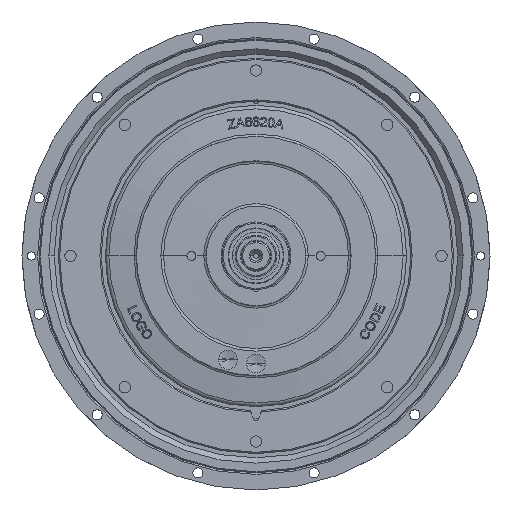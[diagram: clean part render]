
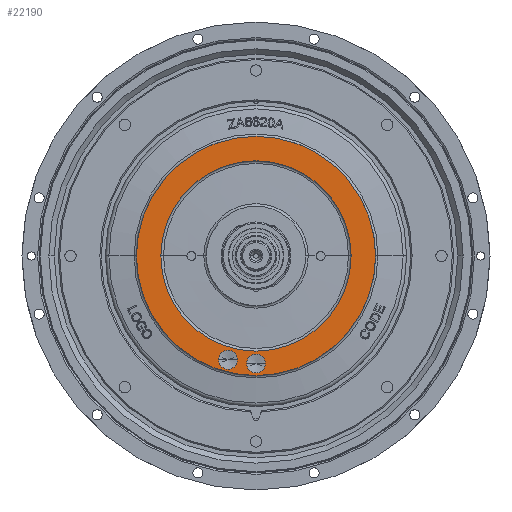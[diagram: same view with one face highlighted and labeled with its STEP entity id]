
A CAD part, top view. The second image highlights one B-rep face of the part: STEP entity #22190.
In plain terms, the highlighted planar face has unit normal (0, 0, 1).
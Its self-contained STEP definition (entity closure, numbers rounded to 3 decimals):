
#1357 = VERTEX_POINT ( 'NONE', #39291 ) ;
#1857 = ORIENTED_EDGE ( 'NONE', *, *, #27227, .F. ) ;
#2180 = AXIS2_PLACEMENT_3D ( 'NONE', #32262, #44082, #62642 ) ;
#2567 = CARTESIAN_POINT ( 'NONE',  ( -44.162, -122.624, 33.879 ) ) ;
#4801 = CARTESIAN_POINT ( 'NONE',  ( -112.313, 0., 33.879 ) ) ;
#4810 = EDGE_LOOP ( 'NONE', ( #33864, #66681 ) ) ;
#5048 = FACE_BOUND ( 'NONE', #19757, .T. ) ;
#7052 = AXIS2_PLACEMENT_3D ( 'NONE', #21474, #37956, #26892 ) ;
#8099 = AXIS2_PLACEMENT_3D ( 'NONE', #64210, #41014, #70087 ) ;
#9269 = EDGE_LOOP ( 'NONE', ( #49986, #61447 ) ) ;
#10484 = EDGE_CURVE ( 'NONE', #59677, #49785, #50119, .T. ) ;
#11300 = EDGE_CURVE ( 'NONE', #49785, #59677, #13184, .T. ) ;
#12583 = DIRECTION ( 'NONE',  ( 1., 0., 0. ) ) ;
#12738 = DIRECTION ( 'NONE',  ( 0., 0., 1. ) ) ;
#13184 = CIRCLE ( 'NONE', #2180, 141.202 ) ;
#13853 = CIRCLE ( 'NONE', #39354, 11.112 ) ;
#16486 = DIRECTION ( 'NONE',  ( 0., 0., -1. ) ) ;
#16711 = VERTEX_POINT ( 'NONE', #31932 ) ;
#19757 = EDGE_LOOP ( 'NONE', ( #1857, #52815 ) ) ;
#21474 = CARTESIAN_POINT ( 'NONE',  ( 0., 0., 33.879 ) ) ;
#22190 = ADVANCED_FACE ( 'NONE', ( #5048, #43623, #52863, #23379 ), #57055, .T. ) ;
#23379 = FACE_OUTER_BOUND ( 'NONE', #73945, .T. ) ;
#24328 = CARTESIAN_POINT ( 'NONE',  ( -11.112, -127., 33.879 ) ) ;
#26892 = DIRECTION ( 'NONE',  ( 1., 0., 0. ) ) ;
#27227 = EDGE_CURVE ( 'NONE', #16711, #64517, #13853, .T. ) ;
#28030 = DIRECTION ( 'NONE',  ( 0., 0., 1. ) ) ;
#30629 = EDGE_CURVE ( 'NONE', #66691, #1357, #45587, .T. ) ;
#30634 = AXIS2_PLACEMENT_3D ( 'NONE', #48599, #60142, #12583 ) ;
#31932 = CARTESIAN_POINT ( 'NONE',  ( -21.937, -122.624, 33.879 ) ) ;
#32262 = CARTESIAN_POINT ( 'NONE',  ( 0., 0., 33.879 ) ) ;
#32263 = ORIENTED_EDGE ( 'NONE', *, *, #10484, .T. ) ;
#33864 = ORIENTED_EDGE ( 'NONE', *, *, #72103, .F. ) ;
#34195 = CARTESIAN_POINT ( 'NONE',  ( 0., 0., 33.879 ) ) ;
#34504 = DIRECTION ( 'NONE',  ( 1., 0., 0. ) ) ;
#35975 = EDGE_CURVE ( 'NONE', #1357, #66691, #58702, .T. ) ;
#36736 = CIRCLE ( 'NONE', #67262, 11.112 ) ;
#36966 = AXIS2_PLACEMENT_3D ( 'NONE', #51362, #56769, #63405 ) ;
#37157 = CARTESIAN_POINT ( 'NONE',  ( -33.049, -122.624, 33.879 ) ) ;
#37956 = DIRECTION ( 'NONE',  ( 0., 0., -1. ) ) ;
#39052 = VERTEX_POINT ( 'NONE', #24328 ) ;
#39291 = CARTESIAN_POINT ( 'NONE',  ( 112.313, 0., 33.879 ) ) ;
#39354 = AXIS2_PLACEMENT_3D ( 'NONE', #37157, #12738, #42523 ) ;
#41014 = DIRECTION ( 'NONE',  ( 0., 0., 1. ) ) ;
#42305 = AXIS2_PLACEMENT_3D ( 'NONE', #63267, #28030, #69138 ) ;
#42523 = DIRECTION ( 'NONE',  ( 1., 0., 0. ) ) ;
#43623 = FACE_BOUND ( 'NONE', #4810, .T. ) ;
#44082 = DIRECTION ( 'NONE',  ( 0., 0., 1. ) ) ;
#45587 = CIRCLE ( 'NONE', #7052, 112.313 ) ;
#46600 = CARTESIAN_POINT ( 'NONE',  ( -33.049, -122.624, 33.879 ) ) ;
#48599 = CARTESIAN_POINT ( 'NONE',  ( 0., 0., 33.879 ) ) ;
#49785 = VERTEX_POINT ( 'NONE', #62903 ) ;
#49986 = ORIENTED_EDGE ( 'NONE', *, *, #35975, .T. ) ;
#50119 = CIRCLE ( 'NONE', #30634, 141.202 ) ;
#51362 = CARTESIAN_POINT ( 'NONE',  ( 0., -127., 33.879 ) ) ;
#52311 = DIRECTION ( 'NONE',  ( 0., 0., 1. ) ) ;
#52815 = ORIENTED_EDGE ( 'NONE', *, *, #65513, .F. ) ;
#52863 = FACE_BOUND ( 'NONE', #9269, .T. ) ;
#56769 = DIRECTION ( 'NONE',  ( 0., 0., 1. ) ) ;
#57055 = PLANE ( 'NONE',  #8099 ) ;
#57295 = CARTESIAN_POINT ( 'NONE',  ( 11.112, -127., 33.879 ) ) ;
#58432 = CARTESIAN_POINT ( 'NONE',  ( 141.202, 0., 33.879 ) ) ;
#58702 = CIRCLE ( 'NONE', #61091, 112.313 ) ;
#59127 = VERTEX_POINT ( 'NONE', #57295 ) ;
#59353 = CIRCLE ( 'NONE', #42305, 11.112 ) ;
#59677 = VERTEX_POINT ( 'NONE', #58432 ) ;
#60142 = DIRECTION ( 'NONE',  ( 0., 0., 1. ) ) ;
#60746 = EDGE_CURVE ( 'NONE', #39052, #59127, #63008, .T. ) ;
#61091 = AXIS2_PLACEMENT_3D ( 'NONE', #34195, #16486, #69420 ) ;
#61447 = ORIENTED_EDGE ( 'NONE', *, *, #30629, .T. ) ;
#62642 = DIRECTION ( 'NONE',  ( 1., 0., 0. ) ) ;
#62903 = CARTESIAN_POINT ( 'NONE',  ( -141.202, 0., 33.879 ) ) ;
#63008 = CIRCLE ( 'NONE', #36966, 11.112 ) ;
#63267 = CARTESIAN_POINT ( 'NONE',  ( 0., -127., 33.879 ) ) ;
#63405 = DIRECTION ( 'NONE',  ( 1., 0., 0. ) ) ;
#64210 = CARTESIAN_POINT ( 'NONE',  ( 0., 0., 33.879 ) ) ;
#64517 = VERTEX_POINT ( 'NONE', #2567 ) ;
#65513 = EDGE_CURVE ( 'NONE', #64517, #16711, #36736, .T. ) ;
#66681 = ORIENTED_EDGE ( 'NONE', *, *, #60746, .F. ) ;
#66691 = VERTEX_POINT ( 'NONE', #4801 ) ;
#67262 = AXIS2_PLACEMENT_3D ( 'NONE', #46600, #52311, #34504 ) ;
#69138 = DIRECTION ( 'NONE',  ( 1., 0., 0. ) ) ;
#69420 = DIRECTION ( 'NONE',  ( 1., 0., 0. ) ) ;
#70087 = DIRECTION ( 'NONE',  ( 1., 0., 0. ) ) ;
#72103 = EDGE_CURVE ( 'NONE', #59127, #39052, #59353, .T. ) ;
#73945 = EDGE_LOOP ( 'NONE', ( #75826, #32263 ) ) ;
#75826 = ORIENTED_EDGE ( 'NONE', *, *, #11300, .T. ) ;
